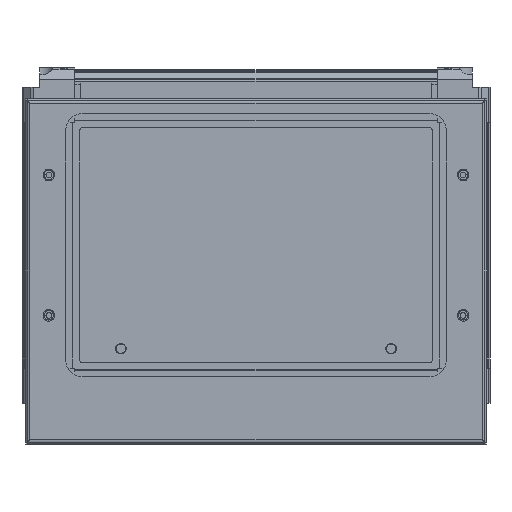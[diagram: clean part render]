
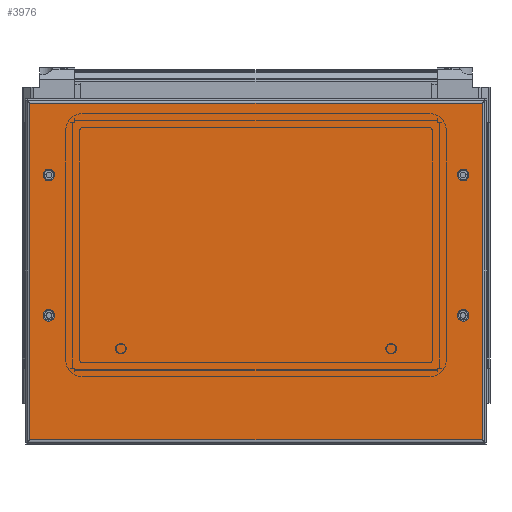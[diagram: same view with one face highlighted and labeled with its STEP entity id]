
A CAD part, front view. The second image highlights one B-rep face of the part: STEP entity #3976.
In plain terms, the highlighted face is planar.
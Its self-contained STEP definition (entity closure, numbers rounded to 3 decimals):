
#3976=ADVANCED_FACE('',(#7230,#7231,#7232,#7233,#7234),#5209,.F.);
#5209=PLANE('',#34490);
#5961=CIRCLE('',#34486,5.);
#5962=CIRCLE('',#34487,5.);
#5963=CIRCLE('',#34488,5.);
#5964=CIRCLE('',#34489,5.);
#7230=FACE_BOUND('',#9680,.T.);
#7231=FACE_BOUND('',#9681,.T.);
#7232=FACE_BOUND('',#9682,.T.);
#7233=FACE_BOUND('',#9683,.T.);
#7234=FACE_BOUND('',#9684,.T.);
#9680=EDGE_LOOP('',(#17951));
#9681=EDGE_LOOP('',(#17952));
#9682=EDGE_LOOP('',(#17953));
#9683=EDGE_LOOP('',(#17954));
#9684=EDGE_LOOP('',(#17955,#17956,#17957,#17958));
#17951=ORIENTED_EDGE('',*,*,#25297,.F.);
#17952=ORIENTED_EDGE('',*,*,#25298,.T.);
#17953=ORIENTED_EDGE('',*,*,#25299,.T.);
#17954=ORIENTED_EDGE('',*,*,#25300,.F.);
#17955=ORIENTED_EDGE('',*,*,#25301,.F.);
#17956=ORIENTED_EDGE('',*,*,#25302,.F.);
#17957=ORIENTED_EDGE('',*,*,#25303,.F.);
#17958=ORIENTED_EDGE('',*,*,#25304,.F.);
#21113=VERTEX_POINT('',#51513);
#21114=VERTEX_POINT('',#51515);
#21115=VERTEX_POINT('',#51517);
#21116=VERTEX_POINT('',#51519);
#21117=VERTEX_POINT('',#51521);
#21118=VERTEX_POINT('',#51522);
#21119=VERTEX_POINT('',#51524);
#21120=VERTEX_POINT('',#51526);
#25297=EDGE_CURVE('',#21113,#21113,#5961,.T.);
#25298=EDGE_CURVE('',#21114,#21114,#5962,.T.);
#25299=EDGE_CURVE('',#21115,#21115,#5963,.T.);
#25300=EDGE_CURVE('',#21116,#21116,#5964,.T.);
#25301=EDGE_CURVE('',#21117,#21118,#28759,.T.);
#25302=EDGE_CURVE('',#21119,#21117,#28760,.T.);
#25303=EDGE_CURVE('',#21120,#21119,#28761,.T.);
#25304=EDGE_CURVE('',#21118,#21120,#28762,.T.);
#28759=LINE('',#51520,#32151);
#28760=LINE('',#51523,#32152);
#28761=LINE('',#51525,#32153);
#28762=LINE('',#51527,#32154);
#32151=VECTOR('',#42441,1.);
#32152=VECTOR('',#42442,1.);
#32153=VECTOR('',#42443,1.);
#32154=VECTOR('',#42444,1.);
#34486=AXIS2_PLACEMENT_3D('',#51512,#42433,#42434);
#34487=AXIS2_PLACEMENT_3D('',#51514,#42435,#42436);
#34488=AXIS2_PLACEMENT_3D('',#51516,#42437,#42438);
#34489=AXIS2_PLACEMENT_3D('',#51518,#42439,#42440);
#34490=AXIS2_PLACEMENT_3D('',#51528,#42445,#42446);
#42433=DIRECTION('',(0.,0.,-1.));
#42434=DIRECTION('',(1.,0.,0.));
#42435=DIRECTION('',(0.,0.,1.));
#42436=DIRECTION('',(1.,0.,0.));
#42437=DIRECTION('',(0.,0.,1.));
#42438=DIRECTION('',(1.,0.,0.));
#42439=DIRECTION('',(0.,0.,-1.));
#42440=DIRECTION('',(1.,0.,0.));
#42441=DIRECTION('',(-1.,0.,0.));
#42442=DIRECTION('',(0.,1.,0.));
#42443=DIRECTION('',(1.,0.,0.));
#42444=DIRECTION('',(0.,-1.,0.));
#42445=DIRECTION('',(0.,0.,1.));
#42446=DIRECTION('',(-1.,0.,0.));
#51512=CARTESIAN_POINT('',(177.,82.5,0.));
#51513=CARTESIAN_POINT('',(182.,82.5,0.));
#51514=CARTESIAN_POINT('',(-177.,-37.5,0.));
#51515=CARTESIAN_POINT('',(-172.,-37.5,0.));
#51516=CARTESIAN_POINT('',(-177.,82.5,0.));
#51517=CARTESIAN_POINT('',(-172.,82.5,0.));
#51518=CARTESIAN_POINT('',(177.,-37.5,0.));
#51519=CARTESIAN_POINT('',(182.,-37.5,0.));
#51520=CARTESIAN_POINT('',(197.,144.,0.));
#51521=CARTESIAN_POINT('',(193.5,144.,0.));
#51522=CARTESIAN_POINT('',(-193.5,144.,0.));
#51523=CARTESIAN_POINT('',(193.5,-147.5,0.));
#51524=CARTESIAN_POINT('',(193.5,-144.,0.));
#51525=CARTESIAN_POINT('',(-197.,-144.,0.));
#51526=CARTESIAN_POINT('',(-193.5,-144.,0.));
#51527=CARTESIAN_POINT('',(-193.5,147.5,0.));
#51528=CARTESIAN_POINT('',(0.,0.,0.));
